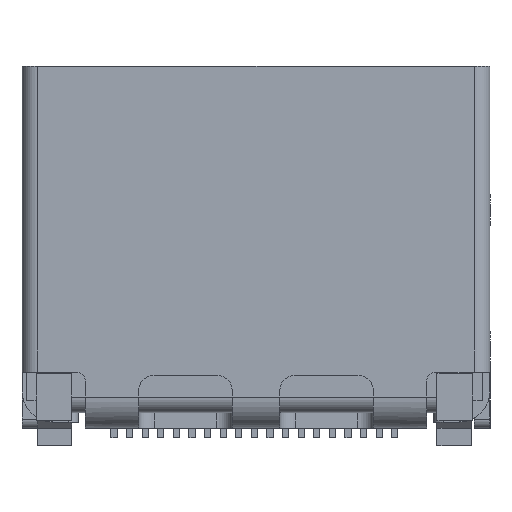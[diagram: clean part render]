
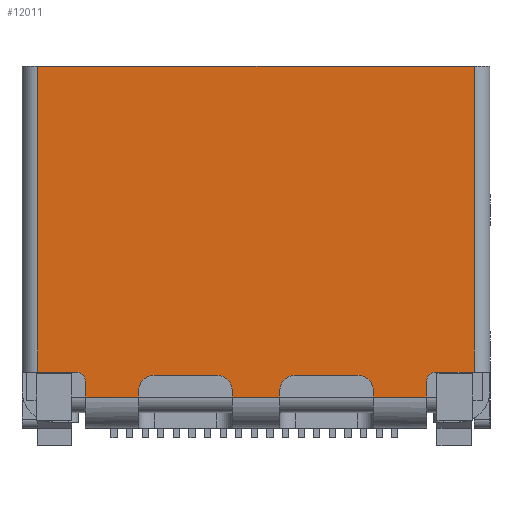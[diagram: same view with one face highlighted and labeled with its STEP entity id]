
A CAD part, top view. The second image highlights one B-rep face of the part: STEP entity #12011.
In plain terms, the highlighted planar face has unit normal (0, 0, 1).
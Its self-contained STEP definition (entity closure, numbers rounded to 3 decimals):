
#702=FACE_OUTER_BOUND('',#1323,.T.);
#1323=EDGE_LOOP('',(#9711,#9712,#9713,#9714,#9715,#9716,#9717,#9718,#9719,
#9720,#9721,#9722,#9723,#9724,#9725,#9726,#9727,#9728,#9729,#9730,#9731,
#9732));
#1660=CIRCLE('',#12714,0.5);
#1661=CIRCLE('',#12715,0.5);
#1662=CIRCLE('',#12716,0.3);
#1663=CIRCLE('',#12717,0.3);
#1664=CIRCLE('',#12718,0.5);
#1665=CIRCLE('',#12719,0.5);
#2823=LINE('',#18494,#4262);
#2824=LINE('',#18496,#4263);
#2825=LINE('',#18500,#4264);
#2826=LINE('',#18504,#4265);
#2827=LINE('',#18506,#4266);
#2828=LINE('',#18508,#4267);
#2829=LINE('',#18512,#4268);
#2830=LINE('',#18514,#4269);
#2831=LINE('',#18516,#4270);
#2832=LINE('',#18518,#4271);
#2833=LINE('',#18520,#4272);
#2834=LINE('',#18524,#4273);
#2835=LINE('',#18526,#4274);
#2836=LINE('',#18528,#4275);
#2837=LINE('',#18532,#4276);
#2838=LINE('',#18535,#4277);
#4262=VECTOR('',#14954,1000.);
#4263=VECTOR('',#14955,1000.);
#4264=VECTOR('',#14958,1000.);
#4265=VECTOR('',#14961,1000.);
#4266=VECTOR('',#14962,1000.);
#4267=VECTOR('',#14963,1000.);
#4268=VECTOR('',#14966,1000.);
#4269=VECTOR('',#14967,1000.);
#4270=VECTOR('',#14968,1000.);
#4271=VECTOR('',#14969,1000.);
#4272=VECTOR('',#14970,1000.);
#4273=VECTOR('',#14973,1000.);
#4274=VECTOR('',#14974,1000.);
#4275=VECTOR('',#14975,1000.);
#4276=VECTOR('',#14978,1000.);
#4277=VECTOR('',#14981,1000.);
#5418=VERTEX_POINT('',#18492);
#5419=VERTEX_POINT('',#18493);
#5420=VERTEX_POINT('',#18495);
#5421=VERTEX_POINT('',#18497);
#5422=VERTEX_POINT('',#18499);
#5423=VERTEX_POINT('',#18501);
#5424=VERTEX_POINT('',#18503);
#5425=VERTEX_POINT('',#18505);
#5426=VERTEX_POINT('',#18507);
#5427=VERTEX_POINT('',#18509);
#5428=VERTEX_POINT('',#18511);
#5429=VERTEX_POINT('',#18513);
#5430=VERTEX_POINT('',#18515);
#5431=VERTEX_POINT('',#18517);
#5432=VERTEX_POINT('',#18519);
#5433=VERTEX_POINT('',#18521);
#5434=VERTEX_POINT('',#18523);
#5435=VERTEX_POINT('',#18525);
#5436=VERTEX_POINT('',#18527);
#5437=VERTEX_POINT('',#18529);
#5438=VERTEX_POINT('',#18531);
#5439=VERTEX_POINT('',#18533);
#6933=EDGE_CURVE('',#5418,#5419,#2823,.T.);
#6934=EDGE_CURVE('',#5419,#5420,#2824,.T.);
#6935=EDGE_CURVE('',#5420,#5421,#1660,.F.);
#6936=EDGE_CURVE('',#5421,#5422,#2825,.T.);
#6937=EDGE_CURVE('',#5422,#5423,#1661,.F.);
#6938=EDGE_CURVE('',#5423,#5424,#2826,.T.);
#6939=EDGE_CURVE('',#5424,#5425,#2827,.T.);
#6940=EDGE_CURVE('',#5426,#5425,#2828,.T.);
#6941=EDGE_CURVE('',#5426,#5427,#1662,.F.);
#6942=EDGE_CURVE('',#5428,#5427,#2829,.T.);
#6943=EDGE_CURVE('',#5428,#5429,#2830,.T.);
#6944=EDGE_CURVE('',#5430,#5429,#2831,.T.);
#6945=EDGE_CURVE('',#5431,#5430,#2832,.T.);
#6946=EDGE_CURVE('',#5432,#5431,#2833,.T.);
#6947=EDGE_CURVE('',#5432,#5433,#1663,.F.);
#6948=EDGE_CURVE('',#5434,#5433,#2834,.T.);
#6949=EDGE_CURVE('',#5434,#5435,#2835,.T.);
#6950=EDGE_CURVE('',#5435,#5436,#2836,.T.);
#6951=EDGE_CURVE('',#5436,#5437,#1664,.F.);
#6952=EDGE_CURVE('',#5437,#5438,#2837,.T.);
#6953=EDGE_CURVE('',#5438,#5439,#1665,.F.);
#6954=EDGE_CURVE('',#5439,#5418,#2838,.T.);
#9711=ORIENTED_EDGE('',*,*,#6933,.T.);
#9712=ORIENTED_EDGE('',*,*,#6934,.T.);
#9713=ORIENTED_EDGE('',*,*,#6935,.T.);
#9714=ORIENTED_EDGE('',*,*,#6936,.T.);
#9715=ORIENTED_EDGE('',*,*,#6937,.T.);
#9716=ORIENTED_EDGE('',*,*,#6938,.T.);
#9717=ORIENTED_EDGE('',*,*,#6939,.T.);
#9718=ORIENTED_EDGE('',*,*,#6940,.F.);
#9719=ORIENTED_EDGE('',*,*,#6941,.T.);
#9720=ORIENTED_EDGE('',*,*,#6942,.F.);
#9721=ORIENTED_EDGE('',*,*,#6943,.T.);
#9722=ORIENTED_EDGE('',*,*,#6944,.F.);
#9723=ORIENTED_EDGE('',*,*,#6945,.F.);
#9724=ORIENTED_EDGE('',*,*,#6946,.F.);
#9725=ORIENTED_EDGE('',*,*,#6947,.T.);
#9726=ORIENTED_EDGE('',*,*,#6948,.F.);
#9727=ORIENTED_EDGE('',*,*,#6949,.T.);
#9728=ORIENTED_EDGE('',*,*,#6950,.T.);
#9729=ORIENTED_EDGE('',*,*,#6951,.T.);
#9730=ORIENTED_EDGE('',*,*,#6952,.T.);
#9731=ORIENTED_EDGE('',*,*,#6953,.T.);
#9732=ORIENTED_EDGE('',*,*,#6954,.T.);
#11563=PLANE('',#12713);
#12011=ADVANCED_FACE('',(#702),#11563,.T.);
#12713=AXIS2_PLACEMENT_3D('',#18491,#14952,#14953);
#12714=AXIS2_PLACEMENT_3D('',#18498,#14956,#14957);
#12715=AXIS2_PLACEMENT_3D('',#18502,#14959,#14960);
#12716=AXIS2_PLACEMENT_3D('',#18510,#14964,#14965);
#12717=AXIS2_PLACEMENT_3D('',#18522,#14971,#14972);
#12718=AXIS2_PLACEMENT_3D('',#18530,#14976,#14977);
#12719=AXIS2_PLACEMENT_3D('',#18534,#14979,#14980);
#14952=DIRECTION('center_axis',(0.,0.,
1.));
#14953=DIRECTION('ref_axis',(1.,0.,0.));
#14954=DIRECTION('',(-1.,0.,0.));
#14955=DIRECTION('',(0.,-1.,0.));
#14956=DIRECTION('center_axis',(0.,0.,
1.));
#14957=DIRECTION('ref_axis',(1.,0.,0.));
#14958=DIRECTION('',(-1.,0.,0.));
#14959=DIRECTION('center_axis',(0.,0.,
1.));
#14960=DIRECTION('ref_axis',(1.,0.,0.));
#14961=DIRECTION('',(0.,1.,0.));
#14962=DIRECTION('',(-1.,0.,0.));
#14963=DIRECTION('',(0.,1.,0.));
#14964=DIRECTION('center_axis',(0.,0.,
1.));
#14965=DIRECTION('ref_axis',(1.,0.,0.));
#14966=DIRECTION('',(1.,0.,0.));
#14967=DIRECTION('',(0.,-1.,0.));
#14968=DIRECTION('',(-1.,0.,0.));
#14969=DIRECTION('',(0.,-1.,0.));
#14970=DIRECTION('',(1.,0.,0.));
#14971=DIRECTION('center_axis',(0.,0.,
1.));
#14972=DIRECTION('ref_axis',(1.,0.,0.));
#14973=DIRECTION('',(0.,-1.,0.));
#14974=DIRECTION('',(-1.,0.,0.));
#14975=DIRECTION('',(0.,-1.,0.));
#14976=DIRECTION('center_axis',(0.,0.,
1.));
#14977=DIRECTION('ref_axis',(1.,0.,0.));
#14978=DIRECTION('',(-1.,0.,0.));
#14979=DIRECTION('center_axis',(0.,0.,
1.));
#14980=DIRECTION('ref_axis',(1.,0.,0.));
#14981=DIRECTION('',(0.,1.,0.));
#18491=CARTESIAN_POINT('Origin',(-6.99,6.,6.154));
#18492=CARTESIAN_POINT('',(0.765,4.6,6.154));
#18493=CARTESIAN_POINT('',(-0.765,4.6,6.154));
#18494=CARTESIAN_POINT('',(6.99,4.6,6.154));
#18495=CARTESIAN_POINT('',(-0.765,4.4,6.154));
#18496=CARTESIAN_POINT('',(-0.765,5.6,6.154));
#18497=CARTESIAN_POINT('',(-1.265,3.9,6.154));
#18498=CARTESIAN_POINT('Origin',(-1.265,4.4,6.154));
#18499=CARTESIAN_POINT('',(-3.265,3.9,6.154));
#18500=CARTESIAN_POINT('',(-0.765,3.9,6.154));
#18501=CARTESIAN_POINT('',(-3.765,4.4,6.154));
#18502=CARTESIAN_POINT('Origin',(-3.265,4.4,6.154));
#18503=CARTESIAN_POINT('',(-3.765,4.6,6.154));
#18504=CARTESIAN_POINT('',(-3.765,3.9,6.154));
#18505=CARTESIAN_POINT('',(-5.465,4.6,6.154));
#18506=CARTESIAN_POINT('',(6.99,4.6,6.154));
#18507=CARTESIAN_POINT('',(-5.465,4.1,6.154));
#18508=CARTESIAN_POINT('',(-5.465,3.8,6.154));
#18509=CARTESIAN_POINT('',(-5.765,3.8,6.154));
#18510=CARTESIAN_POINT('Origin',(-5.765,4.1,6.154));
#18511=CARTESIAN_POINT('',(-6.99,3.8,6.154));
#18512=CARTESIAN_POINT('',(-6.99,3.8,6.154));
#18513=CARTESIAN_POINT('',(-6.99,-6.,6.154));
#18514=CARTESIAN_POINT('',(-6.99,6.,6.154));
#18515=CARTESIAN_POINT('',(6.99,-6.,6.154));
#18516=CARTESIAN_POINT('',(-6.99,-6.,6.154));
#18517=CARTESIAN_POINT('',(6.99,3.8,6.154));
#18518=CARTESIAN_POINT('',(6.99,6.,6.154));
#18519=CARTESIAN_POINT('',(5.765,3.8,6.154));
#18520=CARTESIAN_POINT('',(5.465,3.8,6.154));
#18521=CARTESIAN_POINT('',(5.465,4.1,6.154));
#18522=CARTESIAN_POINT('Origin',(5.765,4.1,6.154));
#18523=CARTESIAN_POINT('',(5.465,4.6,6.154));
#18524=CARTESIAN_POINT('',(5.465,5.6,6.154));
#18525=CARTESIAN_POINT('',(3.765,4.6,6.154));
#18526=CARTESIAN_POINT('',(6.99,4.6,6.154));
#18527=CARTESIAN_POINT('',(3.765,4.4,6.154));
#18528=CARTESIAN_POINT('',(3.765,5.6,6.154));
#18529=CARTESIAN_POINT('',(3.265,3.9,6.154));
#18530=CARTESIAN_POINT('Origin',(3.265,4.4,6.154));
#18531=CARTESIAN_POINT('',(1.265,3.9,6.154));
#18532=CARTESIAN_POINT('',(3.765,3.9,6.154));
#18533=CARTESIAN_POINT('',(0.765,4.4,6.154));
#18534=CARTESIAN_POINT('Origin',(1.265,4.4,6.154));
#18535=CARTESIAN_POINT('',(0.765,3.9,6.154));
